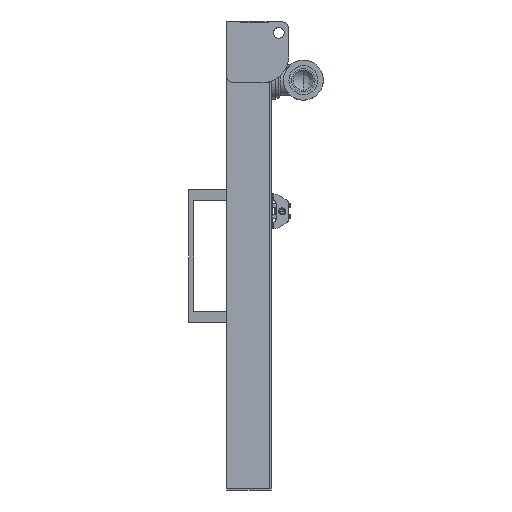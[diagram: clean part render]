
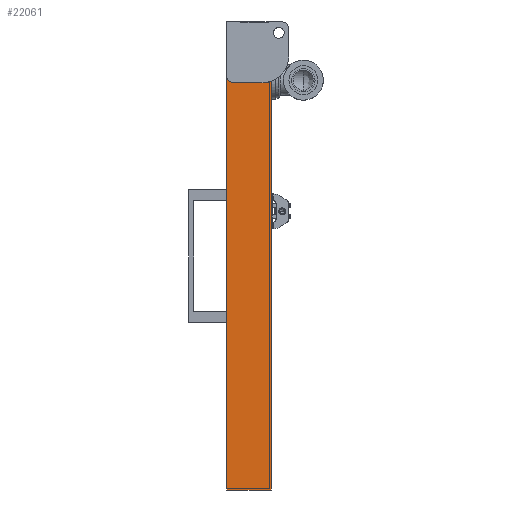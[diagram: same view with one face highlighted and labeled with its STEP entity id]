
A CAD part, left-side view. The second image highlights one B-rep face of the part: STEP entity #22061.
In plain terms, the highlighted face is planar.
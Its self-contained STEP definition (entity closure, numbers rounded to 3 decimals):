
#655 = VECTOR ( 'NONE', #16420, 1000. ) ;
#1341 = DIRECTION ( 'NONE',  ( 0., -1., 0. ) ) ;
#2700 = LINE ( 'NONE', #17914, #655 ) ;
#2731 = CIRCLE ( 'NONE', #21438, 20. ) ;
#2938 = CARTESIAN_POINT ( 'NONE',  ( 232.5, 33., -173. ) ) ;
#3049 = CARTESIAN_POINT ( 'NONE',  ( 232.5, 0., -129.265 ) ) ;
#3099 = CARTESIAN_POINT ( 'NONE',  ( 232.5, 33., 173. ) ) ;
#3252 = ORIENTED_EDGE ( 'NONE', *, *, #14357, .T. ) ;
#3902 = DIRECTION ( 'NONE',  ( 0., 0., -1. ) ) ;
#3911 = EDGE_CURVE ( 'NONE', #10337, #6173, #4156, .T. ) ;
#4156 = LINE ( 'NONE', #17497, #12336 ) ;
#4444 = VERTEX_POINT ( 'NONE', #14343 ) ;
#4585 = DIRECTION ( 'NONE',  ( 0., 0., 1. ) ) ;
#4935 = VERTEX_POINT ( 'NONE', #3049 ) ;
#6173 = VERTEX_POINT ( 'NONE', #7315 ) ;
#6811 = EDGE_LOOP ( 'NONE', ( #10934, #7777, #3252, #13285, #18469, #9403 ) ) ;
#7315 = CARTESIAN_POINT ( 'NONE',  ( 232.5, 7., -128. ) ) ;
#7434 = DIRECTION ( 'NONE',  ( 1., 0., 0. ) ) ;
#7777 = ORIENTED_EDGE ( 'NONE', *, *, #3911, .F. ) ;
#7931 = EDGE_CURVE ( 'NONE', #4444, #4935, #24602, .T. ) ;
#8174 = CARTESIAN_POINT ( 'NONE',  ( 232.5, 28., -128. ) ) ;
#9403 = ORIENTED_EDGE ( 'NONE', *, *, #7931, .T. ) ;
#10337 = VERTEX_POINT ( 'NONE', #8174 ) ;
#10934 = ORIENTED_EDGE ( 'NONE', *, *, #19238, .F. ) ;
#11111 = VERTEX_POINT ( 'NONE', #14056 ) ;
#11314 = CARTESIAN_POINT ( 'NONE',  ( 232.5, 7., -148. ) ) ;
#11780 = DIRECTION ( 'NONE',  ( 0., -1., 0. ) ) ;
#11805 = DIRECTION ( 'NONE',  ( -1., 0., 0. ) ) ;
#12336 = VECTOR ( 'NONE', #11780, 1000. ) ;
#13285 = ORIENTED_EDGE ( 'NONE', *, *, #22141, .F. ) ;
#13292 = CARTESIAN_POINT ( 'NONE',  ( 232.5, 28., -133. ) ) ;
#14056 = CARTESIAN_POINT ( 'NONE',  ( 232.5, 33., 173. ) ) ;
#14333 = LINE ( 'NONE', #3099, #22614 ) ;
#14343 = CARTESIAN_POINT ( 'NONE',  ( 232.5, 0., 173. ) ) ;
#14357 = EDGE_CURVE ( 'NONE', #10337, #23893, #20410, .T. ) ;
#14799 = DIRECTION ( 'NONE',  ( 0., 0., -1. ) ) ;
#15133 = CARTESIAN_POINT ( 'NONE',  ( 232.5, 0., -173. ) ) ;
#15146 = CARTESIAN_POINT ( 'NONE',  ( 232.5, 33., -133. ) ) ;
#16296 = PLANE ( 'NONE',  #24175 ) ;
#16420 = DIRECTION ( 'NONE',  ( 0., 0., -1. ) ) ;
#16827 = AXIS2_PLACEMENT_3D ( 'NONE', #13292, #11805, #20854 ) ;
#17080 = FACE_OUTER_BOUND ( 'NONE', #6811, .T. ) ;
#17497 = CARTESIAN_POINT ( 'NONE',  ( 232.5, 33., -128. ) ) ;
#17914 = CARTESIAN_POINT ( 'NONE',  ( 232.5, 33., -173. ) ) ;
#18392 = DIRECTION ( 'NONE',  ( -1., 0., 0. ) ) ;
#18469 = ORIENTED_EDGE ( 'NONE', *, *, #18564, .T. ) ;
#18564 = EDGE_CURVE ( 'NONE', #11111, #4444, #14333, .T. ) ;
#18768 = VECTOR ( 'NONE', #3902, 1000. ) ;
#19238 = EDGE_CURVE ( 'NONE', #6173, #4935, #2731, .T. ) ;
#20410 = CIRCLE ( 'NONE', #16827, 5. ) ;
#20854 = DIRECTION ( 'NONE',  ( 0., 0., 1. ) ) ;
#21438 = AXIS2_PLACEMENT_3D ( 'NONE', #11314, #7434, #14799 ) ;
#22061 = ADVANCED_FACE ( 'NONE', ( #17080 ), #16296, .F. ) ;
#22141 = EDGE_CURVE ( 'NONE', #11111, #23893, #2700, .T. ) ;
#22614 = VECTOR ( 'NONE', #1341, 1000. ) ;
#23893 = VERTEX_POINT ( 'NONE', #15146 ) ;
#24175 = AXIS2_PLACEMENT_3D ( 'NONE', #2938, #18392, #4585 ) ;
#24602 = LINE ( 'NONE', #15133, #18768 ) ;
